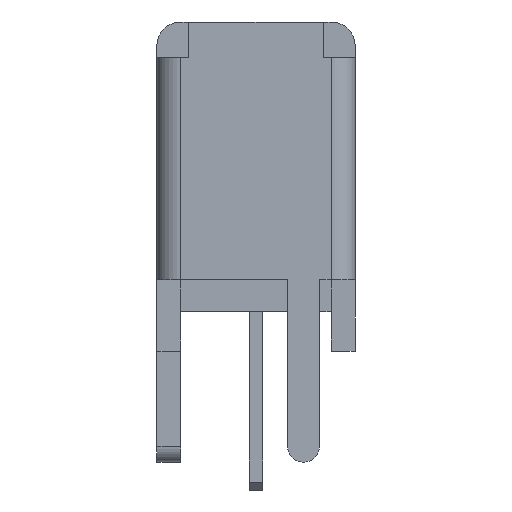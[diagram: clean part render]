
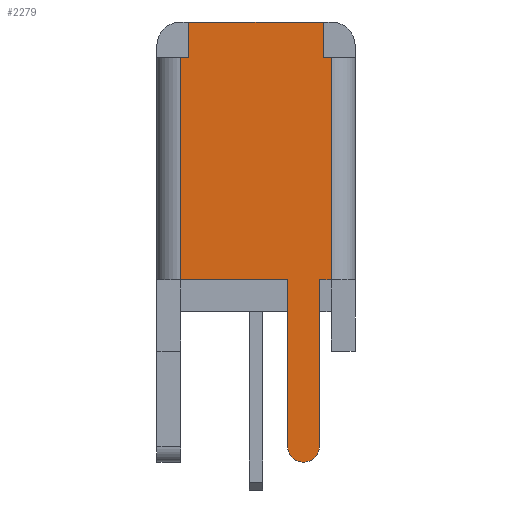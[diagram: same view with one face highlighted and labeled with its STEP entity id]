
A CAD part, left-side view. The second image highlights one B-rep face of the part: STEP entity #2279.
In plain terms, the highlighted planar face has unit normal (-1, 0, 0).
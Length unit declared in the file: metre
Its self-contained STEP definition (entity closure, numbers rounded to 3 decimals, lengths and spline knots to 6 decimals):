
#16=CIRCLE('',#2791,0.0004);
#347=ORIENTED_EDGE('',*,*,#847,.F.);
#348=ORIENTED_EDGE('',*,*,#848,.T.);
#349=ORIENTED_EDGE('',*,*,#849,.T.);
#350=ORIENTED_EDGE('',*,*,#770,.T.);
#351=ORIENTED_EDGE('',*,*,#766,.T.);
#352=ORIENTED_EDGE('',*,*,#774,.T.);
#353=ORIENTED_EDGE('',*,*,#850,.T.);
#354=ORIENTED_EDGE('',*,*,#851,.T.);
#355=ORIENTED_EDGE('',*,*,#852,.F.);
#356=ORIENTED_EDGE('',*,*,#844,.T.);
#357=ORIENTED_EDGE('',*,*,#853,.T.);
#358=ORIENTED_EDGE('',*,*,#854,.F.);
#766=EDGE_CURVE('',#1050,#1051,#16,.T.);
#770=EDGE_CURVE('',#1054,#1050,#1280,.T.);
#774=EDGE_CURVE('',#1051,#1057,#1284,.T.);
#844=EDGE_CURVE('',#1102,#1101,#1354,.T.);
#847=EDGE_CURVE('',#1104,#1105,#1357,.T.);
#848=EDGE_CURVE('',#1104,#1106,#1358,.T.);
#849=EDGE_CURVE('',#1106,#1054,#1359,.T.);
#850=EDGE_CURVE('',#1057,#1107,#1360,.T.);
#851=EDGE_CURVE('',#1107,#1108,#1361,.T.);
#852=EDGE_CURVE('',#1102,#1108,#1362,.T.);
#853=EDGE_CURVE('',#1101,#1109,#1363,.T.);
#854=EDGE_CURVE('',#1105,#1109,#1364,.T.);
#1050=VERTEX_POINT('',#3675);
#1051=VERTEX_POINT('',#3676);
#1054=VERTEX_POINT('',#3684);
#1057=VERTEX_POINT('',#3692);
#1101=VERTEX_POINT('',#3831);
#1102=VERTEX_POINT('',#3833);
#1104=VERTEX_POINT('',#3839);
#1105=VERTEX_POINT('',#3840);
#1106=VERTEX_POINT('',#3842);
#1107=VERTEX_POINT('',#3845);
#1108=VERTEX_POINT('',#3847);
#1109=VERTEX_POINT('',#3850);
#1280=LINE('',#3683,#1577);
#1284=LINE('',#3691,#1581);
#1354=LINE('',#3832,#1651);
#1357=LINE('',#3838,#1654);
#1358=LINE('',#3841,#1655);
#1359=LINE('',#3843,#1656);
#1360=LINE('',#3844,#1657);
#1361=LINE('',#3846,#1658);
#1362=LINE('',#3848,#1659);
#1363=LINE('',#3849,#1660);
#1364=LINE('',#3851,#1661);
#1577=VECTOR('',#3081,1.);
#1581=VECTOR('',#3087,1.);
#1651=VECTOR('',#3209,1.);
#1654=VECTOR('',#3214,1.);
#1655=VECTOR('',#3215,1.);
#1656=VECTOR('',#3216,1.);
#1657=VECTOR('',#3217,1.);
#1658=VECTOR('',#3218,1.);
#1659=VECTOR('',#3219,1.);
#1660=VECTOR('',#3220,1.);
#1661=VECTOR('',#3221,1.);
#1847=EDGE_LOOP('',(#347,#348,#349,#350,#351,#352,#353,#354,#355,#356,#357,
#358));
#1975=FACE_BOUND('',#1847,.T.);
#2095=PLANE('',#2821);
#2279=ADVANCED_FACE('',(#1975),#2095,.F.);
#2791=AXIS2_PLACEMENT_3D('',#3674,#3073,#3074);
#2821=AXIS2_PLACEMENT_3D('',#3837,#3212,#3213);
#3073=DIRECTION('',(-1.,0.,0.));
#3074=DIRECTION('',(0.,-1.,0.));
#3081=DIRECTION('',(0.,0.,-1.));
#3087=DIRECTION('',(0.,0.,1.));
#3209=DIRECTION('',(0.,0.,1.));
#3212=DIRECTION('',(1.,0.,0.));
#3213=DIRECTION('',(0.,1.,0.));
#3214=DIRECTION('',(0.,-1.,0.));
#3215=DIRECTION('',(0.,0.,-1.));
#3216=DIRECTION('',(0.,-1.,0.));
#3217=DIRECTION('',(0.,-1.,0.));
#3218=DIRECTION('',(0.,0.,1.));
#3219=DIRECTION('',(0.,-1.,0.));
#3220=DIRECTION('',(0.,1.,0.));
#3221=DIRECTION('',(0.,0.,1.));
#3674=CARTESIAN_POINT('',(-0.006,-0.0012,-0.0024));
#3675=CARTESIAN_POINT('',(-0.006,-0.0008,-0.0024));
#3676=CARTESIAN_POINT('',(-0.006,-0.0016,-0.0024));
#3683=CARTESIAN_POINT('',(-0.006,-0.0008,0.0018));
#3684=CARTESIAN_POINT('',(-0.006,-0.0008,0.0018));
#3691=CARTESIAN_POINT('',(-0.006,-0.0016,-0.0024));
#3692=CARTESIAN_POINT('',(-0.006,-0.0016,0.0018));
#3831=CARTESIAN_POINT('',(-0.006,-0.0017,0.0083));
#3832=CARTESIAN_POINT('',(-0.006,-0.0017,0.0074));
#3833=CARTESIAN_POINT('',(-0.006,-0.0017,0.0074));
#3837=CARTESIAN_POINT('',(-0.006,-0.0025,0.));
#3838=CARTESIAN_POINT('',(-0.006,-0.0025,0.0074));
#3839=CARTESIAN_POINT('',(-0.006,0.0019,0.0074));
#3840=CARTESIAN_POINT('',(-0.006,0.0017,0.0074));
#3841=CARTESIAN_POINT('',(-0.006,0.0019,0.0018));
#3842=CARTESIAN_POINT('',(-0.006,0.0019,0.0018));
#3843=CARTESIAN_POINT('',(-0.006,0.015,0.0018));
#3844=CARTESIAN_POINT('',(-0.006,0.015,0.0018));
#3845=CARTESIAN_POINT('',(-0.006,-0.0019,0.0018));
#3846=CARTESIAN_POINT('',(-0.006,-0.0019,0.));
#3847=CARTESIAN_POINT('',(-0.006,-0.0019,0.0074));
#3848=CARTESIAN_POINT('',(-0.006,-0.0025,0.0074));
#3849=CARTESIAN_POINT('',(-0.006,-0.0025,0.0083));
#3850=CARTESIAN_POINT('',(-0.006,0.0017,0.0083));
#3851=CARTESIAN_POINT('',(-0.006,0.0017,0.0074));
